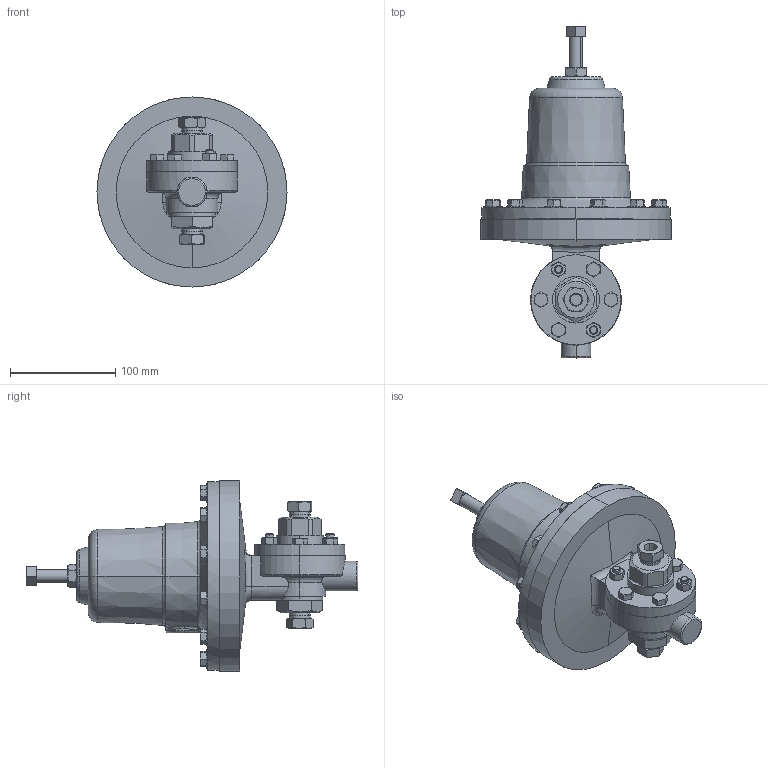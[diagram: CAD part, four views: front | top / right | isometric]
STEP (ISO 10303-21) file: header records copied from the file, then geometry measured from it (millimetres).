
FILE_DESCRIPTION (( 'STEP AP203' ), '1' );
FILE_NAME ('61-025-DI+BR-PT.STEP', '2017-07-24T12:00:07', ( '' ), ( '' ), 'SwSTEP 2.0', 'SolidWorks 2014', '' );
FILE_SCHEMA (( 'CONFIG_CONTROL_DESIGN' ));
Length unit declared in the file: inch
Products named in the file (2): 61-025-DI+BR-PT
Bounding box: 180.85 x 315.72 x 180.85 mm (x, y, z)
Volume: 2023874.9 mm3; surface area: 155231.1 mm2
Topology: 1 solids, 1 shells, 567 faces, 1329 edges, 804 vertices
Faces by surface type: plane 229, cone 195, cylinder 100, torus 24, bspline 17, sphere 2
Entity records: 18706 total; most frequent: CARTESIAN_POINT 5982, ORIENTED_EDGE 2658, DIRECTION 2572, EDGE_CURVE 1329, AXIS2_PLACEMENT_3D 1076, VERTEX_POINT 804, EDGE_LOOP 631, ADVANCED_FACE 567
